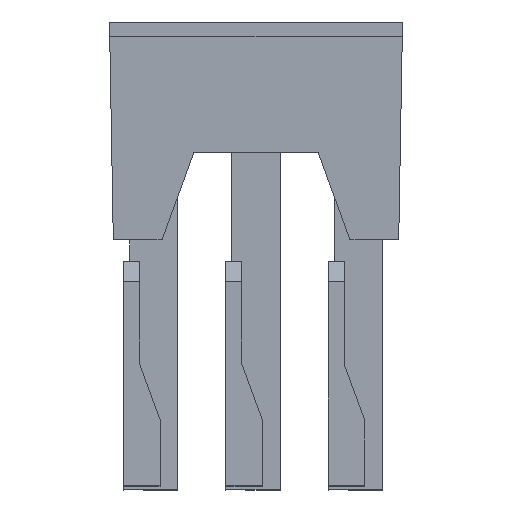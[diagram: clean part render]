
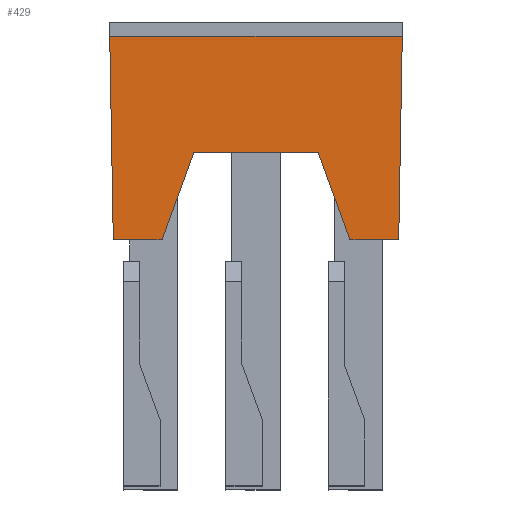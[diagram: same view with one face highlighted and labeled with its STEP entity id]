
A CAD part, top view. The second image highlights one B-rep face of the part: STEP entity #429.
In plain terms, the highlighted planar face has unit normal (0, -0.018, 1).
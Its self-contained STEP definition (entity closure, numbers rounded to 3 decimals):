
#429=ADVANCED_FACE('',(#563),#499,.T.);
#499=PLANE('',#1850);
#563=FACE_OUTER_BOUND('',#631,.T.);
#631=EDGE_LOOP('',(#706,#707,#708,#709,#710,#711,#712,#713));
#706=ORIENTED_EDGE('',*,*,#1264,.T.);
#707=ORIENTED_EDGE('',*,*,#1265,.T.);
#708=ORIENTED_EDGE('',*,*,#1266,.F.);
#709=ORIENTED_EDGE('',*,*,#1267,.T.);
#710=ORIENTED_EDGE('',*,*,#1268,.T.);
#711=ORIENTED_EDGE('',*,*,#1269,.F.);
#712=ORIENTED_EDGE('',*,*,#1270,.T.);
#713=ORIENTED_EDGE('',*,*,#1271,.T.);
#1122=VERTEX_POINT('',#2280);
#1123=VERTEX_POINT('',#2281);
#1124=VERTEX_POINT('',#2283);
#1125=VERTEX_POINT('',#2285);
#1126=VERTEX_POINT('',#2287);
#1127=VERTEX_POINT('',#2289);
#1128=VERTEX_POINT('',#2291);
#1129=VERTEX_POINT('',#2293);
#1264=EDGE_CURVE('',#1122,#1123,#1472,.T.);
#1265=EDGE_CURVE('',#1123,#1124,#1473,.T.);
#1266=EDGE_CURVE('',#1125,#1124,#1474,.T.);
#1267=EDGE_CURVE('',#1125,#1126,#1475,.T.);
#1268=EDGE_CURVE('',#1126,#1127,#1476,.T.);
#1269=EDGE_CURVE('',#1128,#1127,#1477,.T.);
#1270=EDGE_CURVE('',#1128,#1129,#1478,.T.);
#1271=EDGE_CURVE('',#1129,#1122,#1479,.T.);
#1472=LINE('',#2279,#1662);
#1473=LINE('',#2282,#1663);
#1474=LINE('',#2284,#1664);
#1475=LINE('',#2286,#1665);
#1476=LINE('',#2288,#1666);
#1477=LINE('',#2290,#1667);
#1478=LINE('',#2292,#1668);
#1479=LINE('',#2294,#1669);
#1662=VECTOR('',#1933,1.);
#1663=VECTOR('',#1934,1.);
#1664=VECTOR('',#1935,1.);
#1665=VECTOR('',#1936,1.);
#1666=VECTOR('',#1937,1.);
#1667=VECTOR('',#1938,1.);
#1668=VECTOR('',#1939,1.);
#1669=VECTOR('',#1940,1.);
#1850=AXIS2_PLACEMENT_3D('',#2295,#1941,#1942);
#1933=DIRECTION('',(1.,0.,0.));
#1934=DIRECTION('',(0.342,-0.94,-0.016));
#1935=DIRECTION('',(-1.,0.,0.));
#1936=DIRECTION('',(0.017,1.,0.017));
#1937=DIRECTION('',(-1.,0.,0.));
#1938=DIRECTION('',(-0.017,1.,0.017));
#1939=DIRECTION('',(1.,0.,0.));
#1940=DIRECTION('',(0.342,0.94,0.016));
#1941=DIRECTION('',(0.,-0.017,1.));
#1942=DIRECTION('',(0.,1.,0.017));
#2279=CARTESIAN_POINT('',(4.324,4.365,2.69));
#2280=CARTESIAN_POINT('',(4.111,4.365,2.69));
#2281=CARTESIAN_POINT('',(10.302,4.365,2.69));
#2282=CARTESIAN_POINT('',(10.373,4.17,2.687));
#2283=CARTESIAN_POINT('',(11.891,0.,2.614));
#2284=CARTESIAN_POINT('',(7.207,0.,2.614));
#2285=CARTESIAN_POINT('',(14.324,0.,2.614));
#2286=CARTESIAN_POINT('',(14.499,10.023,2.789));
#2287=CARTESIAN_POINT('',(14.502,10.15,2.791));
#2288=CARTESIAN_POINT('',(7.207,10.15,2.791));
#2289=CARTESIAN_POINT('',(-0.089,10.15,2.791));
#2290=CARTESIAN_POINT('',(0.001,5.028,2.702));
#2291=CARTESIAN_POINT('',(0.089,0.,2.614));
#2292=CARTESIAN_POINT('',(7.207,0.,2.614));
#2293=CARTESIAN_POINT('',(2.522,0.,2.614));
#2294=CARTESIAN_POINT('',(6.332,10.468,2.797));
#2295=CARTESIAN_POINT('',(7.207,10.15,2.791));
